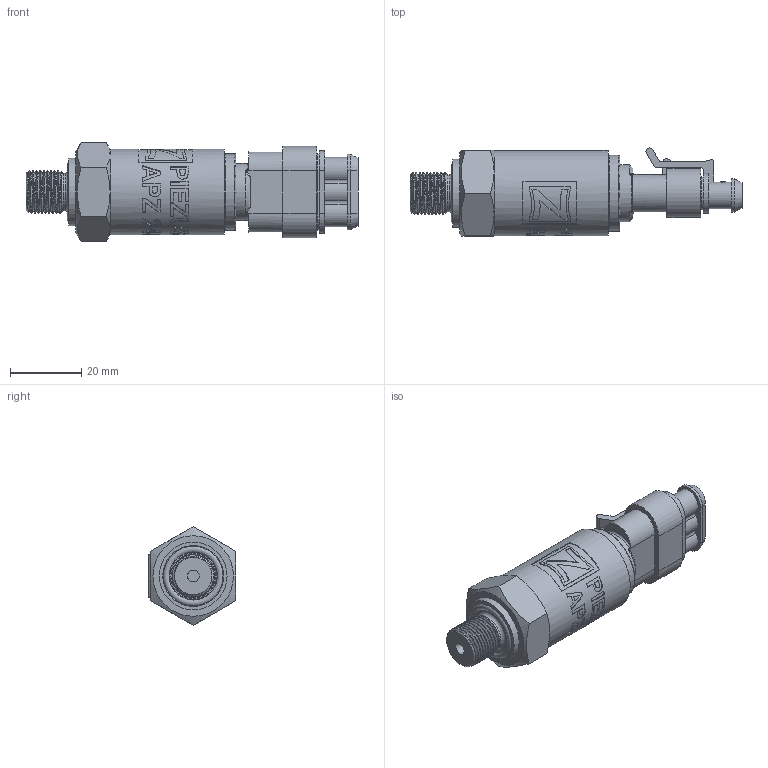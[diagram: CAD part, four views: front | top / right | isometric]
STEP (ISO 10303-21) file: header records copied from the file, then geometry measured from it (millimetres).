
FILE_DESCRIPTION(/* description */ (''),/* implementation_level */ '2;1');
FILE_NAME(/* name */ 'APZ2412_M12x1DIN_AMP.step',/* time_stamp */ '2021-06-11T16:37:16+03:00',/* author */ (''),/* organization */ (''),/* preprocessor_version */ 'ST-DEVELOPER v18.1',/* originating_system */ 'Autodesk Translation Framework v10.9.0.1377',/* authorisation */ '');
FILE_SCHEMA (('AUTOMOTIVE_DESIGN { 1 0 10303 214 3 1 1 }'));
Products named in the file (4): APZ2412_M12x1DIN_AMP; M12x1 DIN; Superseal male v3; Superseal female v3
Assembly tree (3 placements, depth 2):
  APZ2412_M12x1DIN_AMP
    M12x1 DIN
    Superseal male v3
    Superseal female v3
Bounding box: 93.18 x 24.7 x 27.71 mm (x, y, z)
Volume: 29121.1 mm3; surface area: 16760 mm2
Topology: 13 solids, 13 shells, 1359 faces, 3639 edges, 2374 vertices
Faces by surface type: plane 701, bspline 276, cylinder 271, torus 84, cone 27
Full cylindrical faces by diameter (mm): 1 x3, 3.3 x1, 3.4 x6, 3.9 x3, 4.4 x6, 5.5 x3, 5.9 x3, 10.5 x1, 10.741 x9, 11.884 x8, 13.5 x1, 16 x1, 16.7 x1, 18.25 x2, 19 x1, 19.15 x1, 20.85 x2, 21.35 x1, 24 x1
Entity records: 58327 total; most frequent: CARTESIAN_POINT 25379, ORIENTED_EDGE 7278, DIRECTION 6080, EDGE_CURVE 3639, VERTEX_POINT 2374, LINE 2222, VECTOR 2222, AXIS2_PLACEMENT_3D 1929
